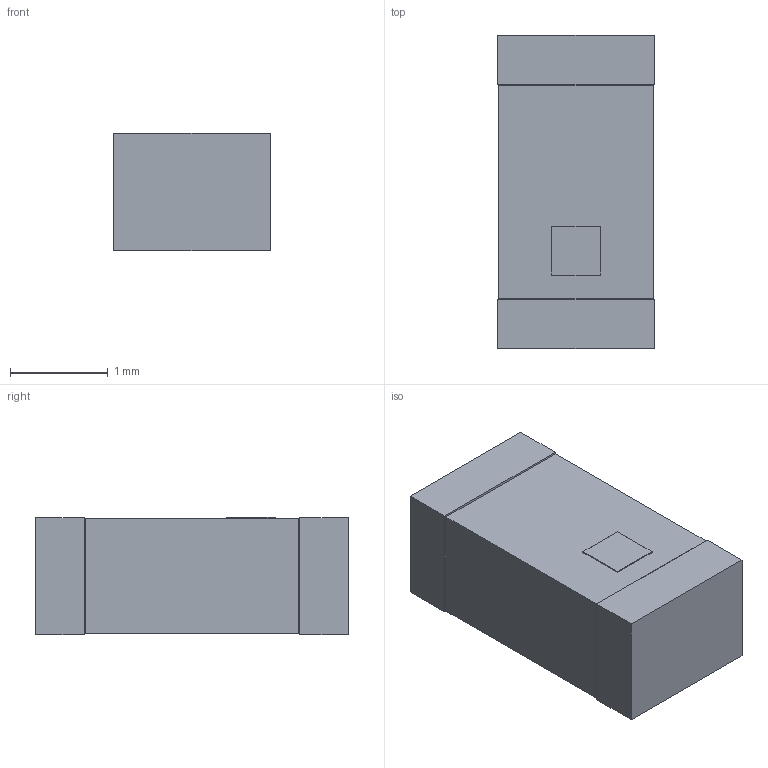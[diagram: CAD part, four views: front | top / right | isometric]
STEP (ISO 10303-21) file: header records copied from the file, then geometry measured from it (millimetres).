
FILE_DESCRIPTION(('FreeCAD Model'),'2;1');
FILE_NAME('Open CASCADE Shape Model','2021-07-13T23:24:50',('Author'),( ''),'Open CASCADE STEP processor 7.5','FreeCAD','Unknown');
FILE_SCHEMA(('AUTOMOTIVE_DESIGN { 1 0 10303 214 1 1 1 1 }'));
Length unit declared in the file: millimetre
Products named in the file (1): union
Bounding box: 1.6 x 3.2 x 1.21 mm (x, y, z)
Volume: 6 mm3; surface area: 29.6 mm2
Topology: 4 solids, 4 shells, 24 faces, 48 edges, 32 vertices
Faces by surface type: plane 24
Entity records: 826 total; most frequent: CARTESIAN_POINT 105, DIRECTION 98, ORIENTED_EDGE 96, EDGE_CURVE 48, LINE 48, VECTOR 48, VERTEX_POINT 32, PRESENTATION_STYLE_ASSIGNMENT 28
